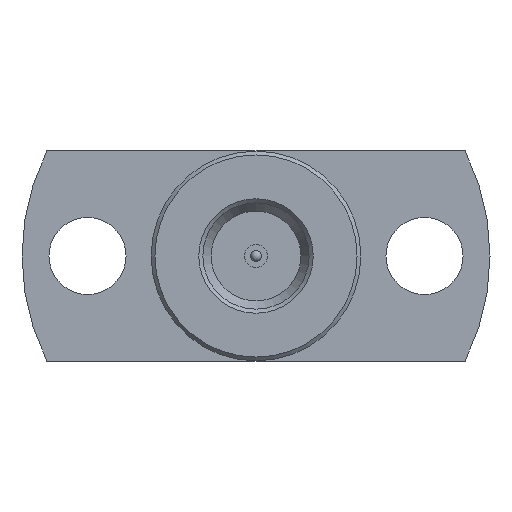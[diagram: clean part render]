
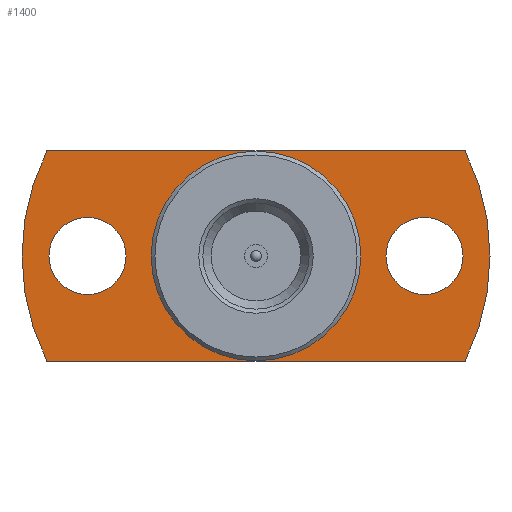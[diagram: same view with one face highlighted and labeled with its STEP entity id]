
A CAD part, left-side view. The second image highlights one B-rep face of the part: STEP entity #1400.
In plain terms, the highlighted planar face has unit normal (-1, 0, 0).
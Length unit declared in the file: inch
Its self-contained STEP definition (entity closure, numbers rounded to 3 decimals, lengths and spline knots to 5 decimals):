
#13 = DIRECTION ( 'NONE',  ( 1., 0., 0. ) ) ;
#14 = CIRCLE ( 'NONE', #268, 0.0515 ) ;
#24 = CARTESIAN_POINT ( 'NONE',  ( 0.165, -0.225, 0.0515 ) ) ;
#65 = CIRCLE ( 'NONE', #2184, 0.14 ) ;
#72 = AXIS2_PLACEMENT_3D ( 'NONE', #1804, #815, #801 ) ;
#119 = AXIS2_PLACEMENT_3D ( 'NONE', #617, #1131, #948 ) ;
#129 = PLANE ( 'NONE',  #1406 ) ;
#183 = CARTESIAN_POINT ( 'NONE',  ( 0.165, 0.14, 0. ) ) ;
#204 = FACE_BOUND ( 'NONE', #1026, .T. ) ;
#205 = EDGE_CURVE ( 'NONE', #1574, #538, #1538, .T. ) ;
#255 = FACE_BOUND ( 'NONE', #488, .T. ) ;
#268 = AXIS2_PLACEMENT_3D ( 'NONE', #365, #2051, #1032 ) ;
#365 = CARTESIAN_POINT ( 'NONE',  ( 0.165, -0.225, 0. ) ) ;
#392 = LINE ( 'NONE', #1828, #1722 ) ;
#488 = EDGE_LOOP ( 'NONE', ( #1482 ) ) ;
#512 = EDGE_CURVE ( 'NONE', #1453, #538, #637, .T. ) ;
#529 = VERTEX_POINT ( 'NONE', #1516 ) ;
#538 = VERTEX_POINT ( 'NONE', #1423 ) ;
#550 = EDGE_CURVE ( 'NONE', #1453, #1666, #1625, .T. ) ;
#617 = CARTESIAN_POINT ( 'NONE',  ( 0.165, 0., 0. ) ) ;
#637 = LINE ( 'NONE', #1087, #1465 ) ;
#665 = VERTEX_POINT ( 'NONE', #1376 ) ;
#680 = DIRECTION ( 'NONE',  ( 0., 0., 1. ) ) ;
#801 = DIRECTION ( 'NONE',  ( 0., 0., 1. ) ) ;
#815 = DIRECTION ( 'NONE',  ( -1., 0., 0. ) ) ;
#840 = DIRECTION ( 'NONE',  ( 0., -1., 0. ) ) ;
#897 = ORIENTED_EDGE ( 'NONE', *, *, #512, .F. ) ;
#919 = CARTESIAN_POINT ( 'NONE',  ( 0.165, 0.225, 0. ) ) ;
#938 = EDGE_CURVE ( 'NONE', #1574, #1666, #392, .T. ) ;
#948 = DIRECTION ( 'NONE',  ( 0., 0., 1. ) ) ;
#1013 = VERTEX_POINT ( 'NONE', #24 ) ;
#1026 = EDGE_LOOP ( 'NONE', ( #1765 ) ) ;
#1032 = DIRECTION ( 'NONE',  ( 0., 0., 1. ) ) ;
#1065 = CIRCLE ( 'NONE', #1393, 0.0515 ) ;
#1073 = DIRECTION ( 'NONE',  ( 0., 0., 1. ) ) ;
#1087 = CARTESIAN_POINT ( 'NONE',  ( 0.165, 0.14, -0.1405 ) ) ;
#1131 = DIRECTION ( 'NONE',  ( -1., 0., 0. ) ) ;
#1136 = ORIENTED_EDGE ( 'NONE', *, *, #1472, .F. ) ;
#1197 = CARTESIAN_POINT ( 'NONE',  ( 0.165, 0.27913, 0.1405 ) ) ;
#1206 = CARTESIAN_POINT ( 'NONE',  ( 0.165, -0.27913, -0.1405 ) ) ;
#1277 = EDGE_LOOP ( 'NONE', ( #897, #2018, #1839, #1669 ) ) ;
#1376 = CARTESIAN_POINT ( 'NONE',  ( 0.165, 0., 0.14 ) ) ;
#1393 = AXIS2_PLACEMENT_3D ( 'NONE', #919, #1932, #1073 ) ;
#1400 = ADVANCED_FACE ( 'NONE', ( #255, #1413, #1705, #204 ), #129, .F. ) ;
#1406 = AXIS2_PLACEMENT_3D ( 'NONE', #183, #13, #2038 ) ;
#1413 = FACE_BOUND ( 'NONE', #1683, .T. ) ;
#1423 = CARTESIAN_POINT ( 'NONE',  ( 0.165, 0.27913, -0.1405 ) ) ;
#1453 = VERTEX_POINT ( 'NONE', #1206 ) ;
#1465 = VECTOR ( 'NONE', #1786, 39.37008 ) ;
#1472 = EDGE_CURVE ( 'NONE', #665, #665, #65, .T. ) ;
#1482 = ORIENTED_EDGE ( 'NONE', *, *, #1856, .F. ) ;
#1516 = CARTESIAN_POINT ( 'NONE',  ( 0.165, 0.225, 0.0515 ) ) ;
#1518 = DIRECTION ( 'NONE',  ( -1., 0., 0. ) ) ;
#1538 = CIRCLE ( 'NONE', #72, 0.3125 ) ;
#1541 = CARTESIAN_POINT ( 'NONE',  ( 0.165, -0.27913, 0.1405 ) ) ;
#1574 = VERTEX_POINT ( 'NONE', #1197 ) ;
#1625 = CIRCLE ( 'NONE', #119, 0.3125 ) ;
#1666 = VERTEX_POINT ( 'NONE', #1541 ) ;
#1669 = ORIENTED_EDGE ( 'NONE', *, *, #205, .T. ) ;
#1683 = EDGE_LOOP ( 'NONE', ( #1136 ) ) ;
#1705 = FACE_OUTER_BOUND ( 'NONE', #1277, .T. ) ;
#1722 = VECTOR ( 'NONE', #840, 39.37008 ) ;
#1765 = ORIENTED_EDGE ( 'NONE', *, *, #2121, .F. ) ;
#1786 = DIRECTION ( 'NONE',  ( 0., 1., 0. ) ) ;
#1804 = CARTESIAN_POINT ( 'NONE',  ( 0.165, 0., 0. ) ) ;
#1828 = CARTESIAN_POINT ( 'NONE',  ( 0.165, 0.14, 0.1405 ) ) ;
#1839 = ORIENTED_EDGE ( 'NONE', *, *, #938, .F. ) ;
#1856 = EDGE_CURVE ( 'NONE', #529, #529, #1065, .T. ) ;
#1932 = DIRECTION ( 'NONE',  ( -1., 0., 0. ) ) ;
#2018 = ORIENTED_EDGE ( 'NONE', *, *, #550, .T. ) ;
#2024 = CARTESIAN_POINT ( 'NONE',  ( 0.165, 0., 0. ) ) ;
#2038 = DIRECTION ( 'NONE',  ( 0., 0., -1. ) ) ;
#2051 = DIRECTION ( 'NONE',  ( -1., 0., 0. ) ) ;
#2121 = EDGE_CURVE ( 'NONE', #1013, #1013, #14, .T. ) ;
#2184 = AXIS2_PLACEMENT_3D ( 'NONE', #2024, #1518, #680 ) ;
